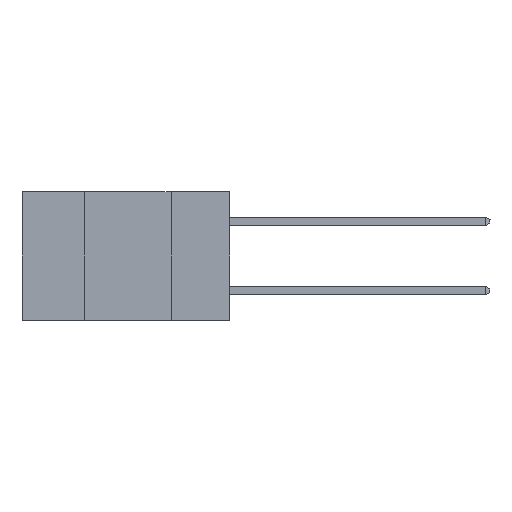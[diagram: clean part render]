
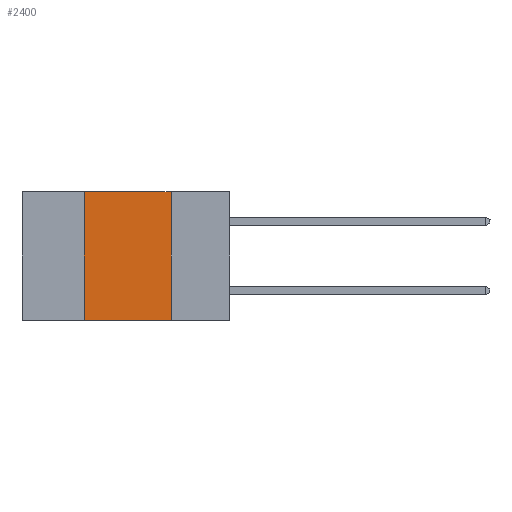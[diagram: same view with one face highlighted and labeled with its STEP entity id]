
A CAD part, left-side view. The second image highlights one B-rep face of the part: STEP entity #2400.
In plain terms, the highlighted planar face has unit normal (-1, 0, 0).
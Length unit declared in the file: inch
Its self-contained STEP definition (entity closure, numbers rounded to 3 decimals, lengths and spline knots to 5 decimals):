
#43 = DIRECTION ( 'NONE',  ( 0., -1., 0. ) ) ;
#602 = EDGE_CURVE ( 'NONE', #10361, #1873, #13071, .T. ) ;
#858 = LINE ( 'NONE', #7379, #9979 ) ;
#1861 = EDGE_CURVE ( 'NONE', #1873, #18475, #4111, .T. ) ;
#1873 = VERTEX_POINT ( 'NONE', #3802 ) ;
#2400 = ADVANCED_FACE ( 'NONE', ( #15454 ), #15359, .F. ) ;
#2798 = VECTOR ( 'NONE', #11251, 39.37008 ) ;
#3802 = CARTESIAN_POINT ( 'NONE',  ( 0., 0.42, 0. ) ) ;
#4111 = LINE ( 'NONE', #13580, #6528 ) ;
#4442 = LINE ( 'NONE', #5558, #14468 ) ;
#5036 = ORIENTED_EDGE ( 'NONE', *, *, #1861, .F. ) ;
#5558 = CARTESIAN_POINT ( 'NONE',  ( 0., 0.17, 0. ) ) ;
#5980 = CARTESIAN_POINT ( 'NONE',  ( 0., 0.17, 0. ) ) ;
#6200 = EDGE_CURVE ( 'NONE', #10361, #10522, #858, .T. ) ;
#6489 = EDGE_CURVE ( 'NONE', #18475, #10522, #4442, .T. ) ;
#6528 = VECTOR ( 'NONE', #10638, 39.37008 ) ;
#7379 = CARTESIAN_POINT ( 'NONE',  ( 0., 0.6, -0.37 ) ) ;
#7441 = CARTESIAN_POINT ( 'NONE',  ( 0., 0.42, -0.37 ) ) ;
#8157 = DIRECTION ( 'NONE',  ( 1., 0., 0. ) ) ;
#8160 = EDGE_LOOP ( 'NONE', ( #13123, #5036, #10284, #14266 ) ) ;
#9979 = VECTOR ( 'NONE', #43, 39.37008 ) ;
#10284 = ORIENTED_EDGE ( 'NONE', *, *, #602, .F. ) ;
#10361 = VERTEX_POINT ( 'NONE', #7441 ) ;
#10522 = VERTEX_POINT ( 'NONE', #14441 ) ;
#10638 = DIRECTION ( 'NONE',  ( 0., -1., 0. ) ) ;
#11203 = DIRECTION ( 'NONE',  ( 0., 0., -1. ) ) ;
#11251 = DIRECTION ( 'NONE',  ( 0., 0., 1. ) ) ;
#12530 = CARTESIAN_POINT ( 'NONE',  ( 0., 0.6, 0. ) ) ;
#12695 = AXIS2_PLACEMENT_3D ( 'NONE', #12530, #8157, #11203 ) ;
#13071 = LINE ( 'NONE', #13946, #2798 ) ;
#13123 = ORIENTED_EDGE ( 'NONE', *, *, #6489, .F. ) ;
#13580 = CARTESIAN_POINT ( 'NONE',  ( 0., 0.6, 0. ) ) ;
#13946 = CARTESIAN_POINT ( 'NONE',  ( 0., 0.42, 0. ) ) ;
#14266 = ORIENTED_EDGE ( 'NONE', *, *, #6200, .T. ) ;
#14441 = CARTESIAN_POINT ( 'NONE',  ( 0., 0.17, -0.37 ) ) ;
#14468 = VECTOR ( 'NONE', #15496, 39.37008 ) ;
#15359 = PLANE ( 'NONE',  #12695 ) ;
#15454 = FACE_OUTER_BOUND ( 'NONE', #8160, .T. ) ;
#15496 = DIRECTION ( 'NONE',  ( 0., 0., -1. ) ) ;
#18475 = VERTEX_POINT ( 'NONE', #5980 ) ;
